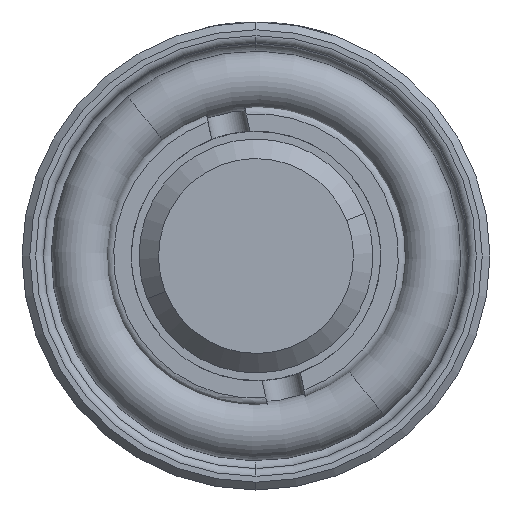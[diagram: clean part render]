
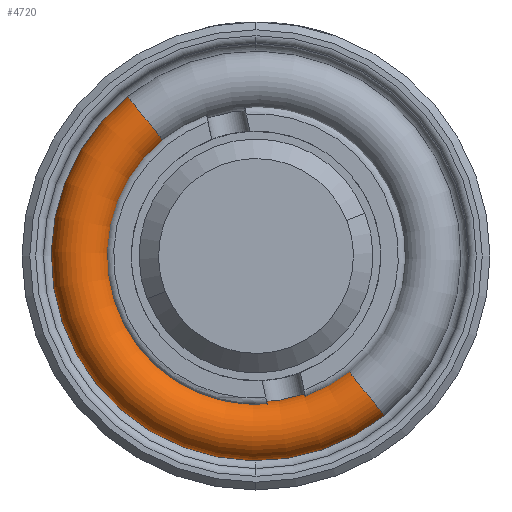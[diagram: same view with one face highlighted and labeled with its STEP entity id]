
A CAD part, front view. The second image highlights one B-rep face of the part: STEP entity #4720.
In plain terms, the highlighted toroidal (fillet/blend) face has major radius 4.5 mm and minor radius 0.75 mm.
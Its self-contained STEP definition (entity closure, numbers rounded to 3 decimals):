
#374 = CARTESIAN_POINT ( 'NONE',  ( 0., 0., 5.25 ) ) ;
#770 = CARTESIAN_POINT ( 'NONE',  ( 0., 0., 3.75 ) ) ;
#2266 = DIRECTION ( 'NONE',  ( 0., 0., 1. ) ) ;
#3840 = AXIS2_PLACEMENT_3D ( 'NONE', #11139, #11407, #22182 ) ;
#3866 = ORIENTED_EDGE ( 'NONE', *, *, #14358, .T. ) ;
#4346 = ORIENTED_EDGE ( 'NONE', *, *, #21162, .T. ) ;
#4720 = ADVANCED_FACE ( 'NONE', ( #11982 ), #10567, .T. ) ;
#5304 = CARTESIAN_POINT ( 'NONE',  ( 0., 0., 4.5 ) ) ;
#7049 = ORIENTED_EDGE ( 'NONE', *, *, #14477, .F. ) ;
#8028 = VERTEX_POINT ( 'NONE', #18248 ) ;
#9045 = CIRCLE ( 'NONE', #24015, 0.75 ) ;
#9262 = AXIS2_PLACEMENT_3D ( 'NONE', #17786, #26508, #20007 ) ;
#10567 = TOROIDAL_SURFACE ( 'NONE', #9262, 4.5, 0.75 ) ;
#10775 = VERTEX_POINT ( 'NONE', #374 ) ;
#11064 = DIRECTION ( 'NONE',  ( -1., 0., 0. ) ) ;
#11095 = AXIS2_PLACEMENT_3D ( 'NONE', #21279, #15071, #16722 ) ;
#11139 = CARTESIAN_POINT ( 'NONE',  ( 0., 0., 0. ) ) ;
#11346 = VERTEX_POINT ( 'NONE', #12773 ) ;
#11407 = DIRECTION ( 'NONE',  ( 0., -1., 0. ) ) ;
#11982 = FACE_OUTER_BOUND ( 'NONE', #18749, .T. ) ;
#12773 = CARTESIAN_POINT ( 'NONE',  ( 0., 0., -3.75 ) ) ;
#13308 = EDGE_CURVE ( 'NONE', #25461, #11346, #17430, .T. ) ;
#13688 = DIRECTION ( 'NONE',  ( 0., 0., -1. ) ) ;
#14298 = CIRCLE ( 'NONE', #19594, 0.75 ) ;
#14358 = EDGE_CURVE ( 'NONE', #8028, #11346, #9045, .T. ) ;
#14477 = EDGE_CURVE ( 'NONE', #10775, #25461, #14298, .T. ) ;
#15071 = DIRECTION ( 'NONE',  ( 0., -1., 0. ) ) ;
#16722 = DIRECTION ( 'NONE',  ( 0., 0., -1. ) ) ;
#17430 = CIRCLE ( 'NONE', #3840, 3.75 ) ;
#17534 = ORIENTED_EDGE ( 'NONE', *, *, #13308, .F. ) ;
#17786 = CARTESIAN_POINT ( 'NONE',  ( 0., 0., 0. ) ) ;
#18248 = CARTESIAN_POINT ( 'NONE',  ( 0., 0., -5.25 ) ) ;
#18749 = EDGE_LOOP ( 'NONE', ( #7049, #4346, #3866, #17534 ) ) ;
#19594 = AXIS2_PLACEMENT_3D ( 'NONE', #5304, #25983, #13688 ) ;
#20007 = DIRECTION ( 'NONE',  ( 0., 0., -1. ) ) ;
#21162 = EDGE_CURVE ( 'NONE', #10775, #8028, #22984, .T. ) ;
#21279 = CARTESIAN_POINT ( 'NONE',  ( 0., 0., 0. ) ) ;
#22182 = DIRECTION ( 'NONE',  ( 0., 0., -1. ) ) ;
#22984 = CIRCLE ( 'NONE', #11095, 5.25 ) ;
#24015 = AXIS2_PLACEMENT_3D ( 'NONE', #25311, #11064, #2266 ) ;
#25311 = CARTESIAN_POINT ( 'NONE',  ( 0., 0., -4.5 ) ) ;
#25461 = VERTEX_POINT ( 'NONE', #770 ) ;
#25983 = DIRECTION ( 'NONE',  ( 1., 0., 0. ) ) ;
#26508 = DIRECTION ( 'NONE',  ( 0., -1., 0. ) ) ;
